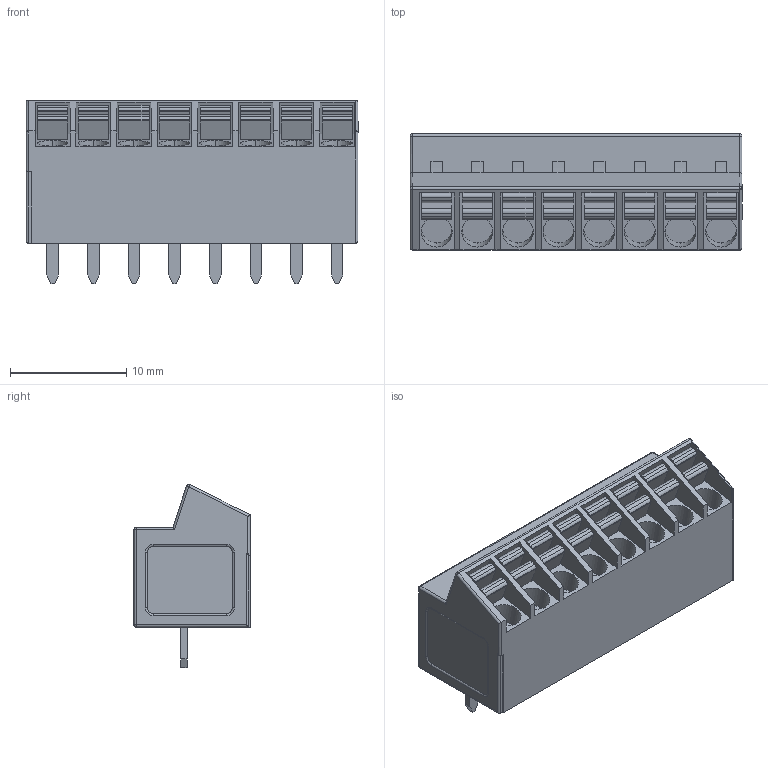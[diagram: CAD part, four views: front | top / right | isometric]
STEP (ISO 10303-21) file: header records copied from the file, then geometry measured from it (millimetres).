
FILE_DESCRIPTION (( 'STEP AP214' ), '1' );
FILE_NAME ('CONN-TH_KF250NH-3.5-8P.step', '2022-08-02T16:09:13', ( '' ), ( '' ), 'SwSTEP 2.0', 'SolidWorks 2020', '' );
FILE_SCHEMA (( 'AUTOMOTIVE_DESIGN' ));
Length unit declared in the file: millimetre
Products named in the file (1): CONN-TH_KF250NH-3.5-8P
Bounding box: 28.6 x 10 x 15.82 mm (x, y, z)
Volume: 2611.1 mm3; surface area: 2119.2 mm2
Topology: 14 solids, 14 shells, 632 faces, 1674 edges, 1099 vertices
Faces by surface type: plane 398, bspline 114, cylinder 105, torus 8, sphere 7
Entity records: 26711 total; most frequent: CARTESIAN_POINT 5788, ORIENTED_EDGE 3340, DIRECTION 2680, EDGE_CURVE 1670, LINE 1218, VECTOR 1218, VERTEX_POINT 1099, AXIS2_PLACEMENT_3D 731
